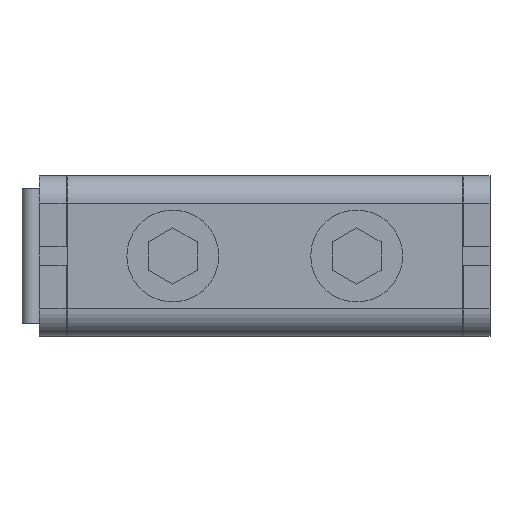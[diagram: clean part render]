
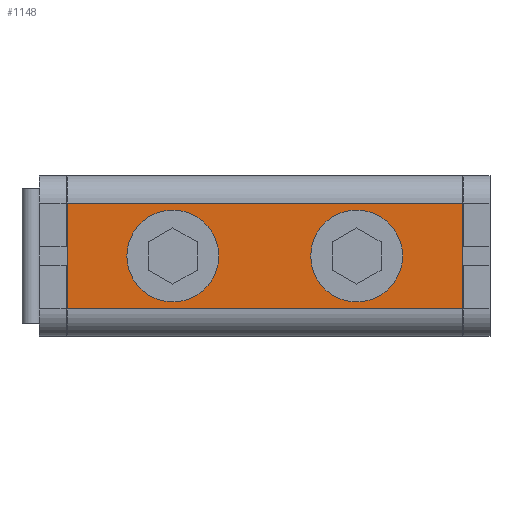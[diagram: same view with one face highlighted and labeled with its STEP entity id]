
A CAD part, front view. The second image highlights one B-rep face of the part: STEP entity #1148.
In plain terms, the highlighted planar face has unit normal (0, -1, 0).
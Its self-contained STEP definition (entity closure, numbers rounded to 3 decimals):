
#108 = DIRECTION ( 'NONE',  ( 0., 1., 0. ) ) ;
#143 = DIRECTION ( 'NONE',  ( 0., 0., -1. ) ) ;
#167 = EDGE_CURVE ( 'NONE', #3279, #4100, #1426, .T. ) ;
#179 = FACE_BOUND ( 'NONE', #907, .T. ) ;
#190 = PLANE ( 'NONE',  #4710 ) ;
#748 = VECTOR ( 'NONE', #143, 1000. ) ;
#795 = CARTESIAN_POINT ( 'NONE',  ( 10., -15.2, 8.75 ) ) ;
#907 = EDGE_LOOP ( 'NONE', ( #4867, #1303 ) ) ;
#1072 = VERTEX_POINT ( 'NONE', #2211 ) ;
#1108 = VECTOR ( 'NONE', #1215, 1000. ) ;
#1111 = CARTESIAN_POINT ( 'NONE',  ( -21.5, -15.2, 14.5 ) ) ;
#1148 = ADVANCED_FACE ( 'NONE', ( #179, #3961, #1767 ), #190, .F. ) ;
#1202 = AXIS2_PLACEMENT_3D ( 'NONE', #1788, #4070, #3366 ) ;
#1215 = DIRECTION ( 'NONE',  ( 1., 0., 0. ) ) ;
#1226 = CARTESIAN_POINT ( 'NONE',  ( 10., -15.2, 13.75 ) ) ;
#1303 = ORIENTED_EDGE ( 'NONE', *, *, #3719, .F. ) ;
#1310 = DIRECTION ( 'NONE',  ( 0., -1., 0. ) ) ;
#1348 = LINE ( 'NONE', #2720, #748 ) ;
#1426 = CIRCLE ( 'NONE', #4405, 5. ) ;
#1451 = EDGE_LOOP ( 'NONE', ( #3579, #2667 ) ) ;
#1496 = ORIENTED_EDGE ( 'NONE', *, *, #2991, .F. ) ;
#1556 = EDGE_LOOP ( 'NONE', ( #3740, #2147, #1889, #1496 ) ) ;
#1676 = DIRECTION ( 'NONE',  ( 0., 0., -1. ) ) ;
#1685 = EDGE_CURVE ( 'NONE', #2405, #2981, #1931, .T. ) ;
#1753 = CARTESIAN_POINT ( 'NONE',  ( -10., -15.2, 13.75 ) ) ;
#1767 = FACE_OUTER_BOUND ( 'NONE', #1556, .T. ) ;
#1788 = CARTESIAN_POINT ( 'NONE',  ( 10., -15.2, 8.75 ) ) ;
#1889 = ORIENTED_EDGE ( 'NONE', *, *, #4795, .T. ) ;
#1931 = LINE ( 'NONE', #2592, #4845 ) ;
#1959 = DIRECTION ( 'NONE',  ( 0., 0., -1. ) ) ;
#2119 = VERTEX_POINT ( 'NONE', #3732 ) ;
#2145 = AXIS2_PLACEMENT_3D ( 'NONE', #4340, #1310, #4711 ) ;
#2147 = ORIENTED_EDGE ( 'NONE', *, *, #2929, .F. ) ;
#2211 = CARTESIAN_POINT ( 'NONE',  ( -21.5, -15.2, 3. ) ) ;
#2231 = LINE ( 'NONE', #3909, #1108 ) ;
#2256 = VERTEX_POINT ( 'NONE', #1226 ) ;
#2405 = VERTEX_POINT ( 'NONE', #2687 ) ;
#2431 = DIRECTION ( 'NONE',  ( 0., -1., 0. ) ) ;
#2592 = CARTESIAN_POINT ( 'NONE',  ( -24.5, -15.2, 14.5 ) ) ;
#2667 = ORIENTED_EDGE ( 'NONE', *, *, #167, .F. ) ;
#2687 = CARTESIAN_POINT ( 'NONE',  ( 21.5, -15.2, 14.5 ) ) ;
#2720 = CARTESIAN_POINT ( 'NONE',  ( 21.5, -15.2, 17.5 ) ) ;
#2899 = VECTOR ( 'NONE', #4172, 1000. ) ;
#2906 = CIRCLE ( 'NONE', #3060, 5. ) ;
#2929 = EDGE_CURVE ( 'NONE', #1072, #2981, #3267, .T. ) ;
#2958 = DIRECTION ( 'NONE',  ( -1., 0., 0. ) ) ;
#2981 = VERTEX_POINT ( 'NONE', #1111 ) ;
#2991 = EDGE_CURVE ( 'NONE', #2405, #4705, #1348, .T. ) ;
#3034 = CIRCLE ( 'NONE', #2145, 5. ) ;
#3060 = AXIS2_PLACEMENT_3D ( 'NONE', #795, #4574, #1959 ) ;
#3267 = LINE ( 'NONE', #4207, #2899 ) ;
#3279 = VERTEX_POINT ( 'NONE', #1753 ) ;
#3366 = DIRECTION ( 'NONE',  ( 0., 0., -1. ) ) ;
#3393 = CARTESIAN_POINT ( 'NONE',  ( 21.5, -15.2, 3. ) ) ;
#3423 = CIRCLE ( 'NONE', #1202, 5. ) ;
#3435 = EDGE_CURVE ( 'NONE', #4100, #3279, #3034, .T. ) ;
#3579 = ORIENTED_EDGE ( 'NONE', *, *, #3435, .F. ) ;
#3719 = EDGE_CURVE ( 'NONE', #2256, #2119, #3423, .T. ) ;
#3732 = CARTESIAN_POINT ( 'NONE',  ( 10., -15.2, 3.75 ) ) ;
#3740 = ORIENTED_EDGE ( 'NONE', *, *, #1685, .T. ) ;
#3894 = DIRECTION ( 'NONE',  ( 0., 0., 1. ) ) ;
#3909 = CARTESIAN_POINT ( 'NONE',  ( 24.5, -15.2, 3. ) ) ;
#3920 = CARTESIAN_POINT ( 'NONE',  ( -24.5, -15.2, 17.5 ) ) ;
#3961 = FACE_BOUND ( 'NONE', #1451, .T. ) ;
#4070 = DIRECTION ( 'NONE',  ( 0., -1., 0. ) ) ;
#4100 = VERTEX_POINT ( 'NONE', #4630 ) ;
#4121 = EDGE_CURVE ( 'NONE', #2119, #2256, #2906, .T. ) ;
#4172 = DIRECTION ( 'NONE',  ( 0., 0., 1. ) ) ;
#4207 = CARTESIAN_POINT ( 'NONE',  ( -21.5, -15.2, 17.5 ) ) ;
#4340 = CARTESIAN_POINT ( 'NONE',  ( -10., -15.2, 8.75 ) ) ;
#4405 = AXIS2_PLACEMENT_3D ( 'NONE', #4618, #2431, #1676 ) ;
#4574 = DIRECTION ( 'NONE',  ( 0., -1., 0. ) ) ;
#4618 = CARTESIAN_POINT ( 'NONE',  ( -10., -15.2, 8.75 ) ) ;
#4630 = CARTESIAN_POINT ( 'NONE',  ( -10., -15.2, 3.75 ) ) ;
#4705 = VERTEX_POINT ( 'NONE', #3393 ) ;
#4710 = AXIS2_PLACEMENT_3D ( 'NONE', #3920, #108, #3894 ) ;
#4711 = DIRECTION ( 'NONE',  ( 0., 0., -1. ) ) ;
#4795 = EDGE_CURVE ( 'NONE', #1072, #4705, #2231, .T. ) ;
#4845 = VECTOR ( 'NONE', #2958, 1000. ) ;
#4867 = ORIENTED_EDGE ( 'NONE', *, *, #4121, .F. ) ;
